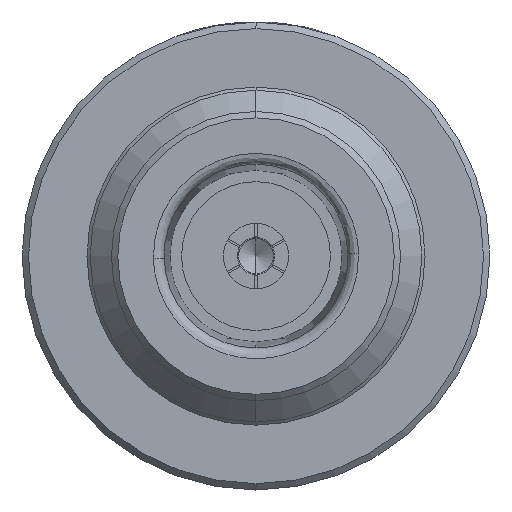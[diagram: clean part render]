
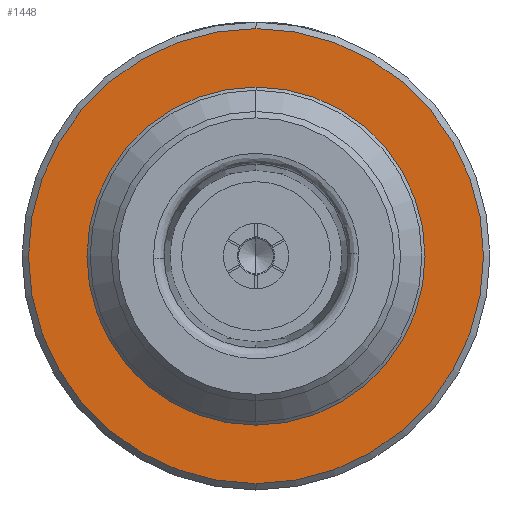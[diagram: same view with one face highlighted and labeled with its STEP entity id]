
A CAD part, left-side view. The second image highlights one B-rep face of the part: STEP entity #1448.
In plain terms, the highlighted planar face has unit normal (-1, 0, 0).
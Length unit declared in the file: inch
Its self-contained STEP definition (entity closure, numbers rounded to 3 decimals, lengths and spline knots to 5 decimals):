
#64 = EDGE_CURVE ( 'NONE', #3586, #5949, #3683, .T. ) ;
#917 = VERTEX_POINT ( 'NONE', #11120 ) ;
#1269 = DIRECTION ( 'NONE',  ( -1., 0., 0. ) ) ;
#1403 = CARTESIAN_POINT ( 'NONE',  ( 0.45472, 0., -0.42126 ) ) ;
#1448 = ADVANCED_FACE ( 'NONE', ( #5076, #9144 ), #12271, .T. ) ;
#1556 = AXIS2_PLACEMENT_3D ( 'NONE', #8207, #8073, #8940 ) ;
#1834 = CARTESIAN_POINT ( 'NONE',  ( 0.45472, 0., 0. ) ) ;
#2000 = ORIENTED_EDGE ( 'NONE', *, *, #10521, .T. ) ;
#2075 = DIRECTION ( 'NONE',  ( -1., 0., 0. ) ) ;
#2588 = ORIENTED_EDGE ( 'NONE', *, *, #64, .T. ) ;
#3572 = DIRECTION ( 'NONE',  ( 0., 0., -1. ) ) ;
#3586 = VERTEX_POINT ( 'NONE', #4600 ) ;
#3683 = CIRCLE ( 'NONE', #1556, 0.31299 ) ;
#4272 = DIRECTION ( 'NONE',  ( 0., 0., -1. ) ) ;
#4559 = CARTESIAN_POINT ( 'NONE',  ( 0.45472, 0., 0. ) ) ;
#4600 = CARTESIAN_POINT ( 'NONE',  ( 0.45472, 0., -0.31299 ) ) ;
#5076 = FACE_BOUND ( 'NONE', #11202, .T. ) ;
#5723 = VERTEX_POINT ( 'NONE', #1403 ) ;
#5745 = CARTESIAN_POINT ( 'NONE',  ( 0.45472, 0., 0. ) ) ;
#5949 = VERTEX_POINT ( 'NONE', #11059 ) ;
#6416 = CIRCLE ( 'NONE', #10038, 0.42126 ) ;
#6882 = CIRCLE ( 'NONE', #12619, 0.42126 ) ;
#7210 = DIRECTION ( 'NONE',  ( 0., 0., 1. ) ) ;
#7262 = AXIS2_PLACEMENT_3D ( 'NONE', #1834, #8973, #12906 ) ;
#7841 = ORIENTED_EDGE ( 'NONE', *, *, #12742, .T. ) ;
#7959 = CARTESIAN_POINT ( 'NONE',  ( 0.45472, 0., 0. ) ) ;
#8073 = DIRECTION ( 'NONE',  ( 1., 0., 0. ) ) ;
#8207 = CARTESIAN_POINT ( 'NONE',  ( 0.45472, 0., 0. ) ) ;
#8940 = DIRECTION ( 'NONE',  ( 0., 0., 1. ) ) ;
#8973 = DIRECTION ( 'NONE',  ( 1., 0., 0. ) ) ;
#9144 = FACE_OUTER_BOUND ( 'NONE', #9632, .T. ) ;
#9421 = AXIS2_PLACEMENT_3D ( 'NONE', #7959, #2075, #7210 ) ;
#9632 = EDGE_LOOP ( 'NONE', ( #2000, #7841 ) ) ;
#10038 = AXIS2_PLACEMENT_3D ( 'NONE', #4559, #12700, #3572 ) ;
#10082 = EDGE_CURVE ( 'NONE', #5949, #3586, #10229, .T. ) ;
#10229 = CIRCLE ( 'NONE', #7262, 0.31299 ) ;
#10521 = EDGE_CURVE ( 'NONE', #5723, #917, #6416, .T. ) ;
#11059 = CARTESIAN_POINT ( 'NONE',  ( 0.45472, 0., 0.31299 ) ) ;
#11120 = CARTESIAN_POINT ( 'NONE',  ( 0.45472, 0., 0.42126 ) ) ;
#11202 = EDGE_LOOP ( 'NONE', ( #12497, #2588 ) ) ;
#12271 = PLANE ( 'NONE',  #9421 ) ;
#12497 = ORIENTED_EDGE ( 'NONE', *, *, #10082, .T. ) ;
#12619 = AXIS2_PLACEMENT_3D ( 'NONE', #5745, #1269, #4272 ) ;
#12700 = DIRECTION ( 'NONE',  ( -1., 0., 0. ) ) ;
#12742 = EDGE_CURVE ( 'NONE', #917, #5723, #6882, .T. ) ;
#12906 = DIRECTION ( 'NONE',  ( 0., 0., 1. ) ) ;
